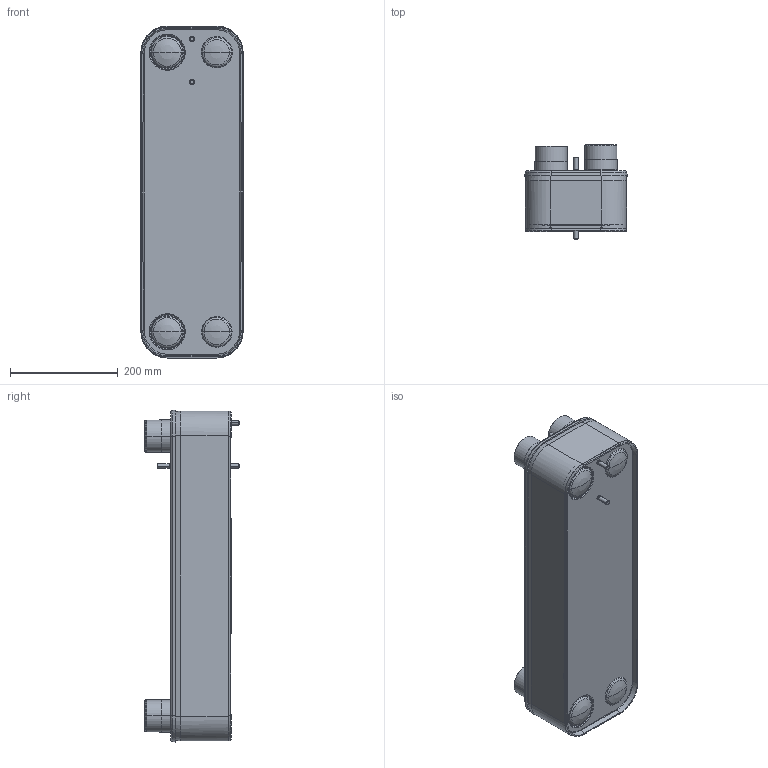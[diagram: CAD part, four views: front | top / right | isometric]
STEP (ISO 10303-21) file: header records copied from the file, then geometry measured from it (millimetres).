
FILE_DESCRIPTION((''),'2;1');
FILE_NAME('3287101591_ASM','2015-01-23T',('SEROAEK'),(''),'PRO/ENGINEER BY PARAMETRIC TECHNOLOGY CORPORATION, 2013230','PRO/ENGINEER BY PARAMETRIC TECHNOLOGY CORPORATION, 2013230','');
FILE_SCHEMA(('CONFIG_CONTROL_DESIGN'));
Length unit declared in the file: millimetre
Products named in the file (7): CB110_38_CH_BLOCK; CB110_FP_S1S2S3S4_51; CB110_PP; 1625782-01; 34562605-02; LABEL_STD; 3287101591_ASM
Assembly tree (12 placements, depth 2):
  3287101591_ASM
    CB110_38_CH_BLOCK
    CB110_FP_S1S2S3S4_51
    CB110_PP
    1625782-01  x4
    34562605-02  x4
    LABEL_STD
Bounding box: 190.04 x 175 x 616.25 mm (x, y, z)
Volume: 10624706.2 mm3; surface area: 1071228.7 mm2
Topology: 19 solids, 31 shells, 694 faces, 1635 edges, 1014 vertices
Faces by surface type: plane 284, cylinder 162, torus 110, cone 106, bspline 16, sphere 16
Entity records: 16892 total; most frequent: CARTESIAN_POINT 3456, DIRECTION 2899, ORIENTED_EDGE 2650, EDGE_CURVE 1331, AXIS2_PLACEMENT_3D 1079, VERTEX_POINT 834, VECTOR 741, LINE 741
